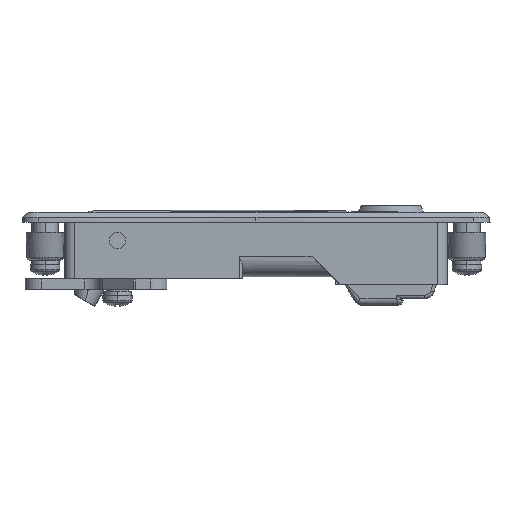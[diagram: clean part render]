
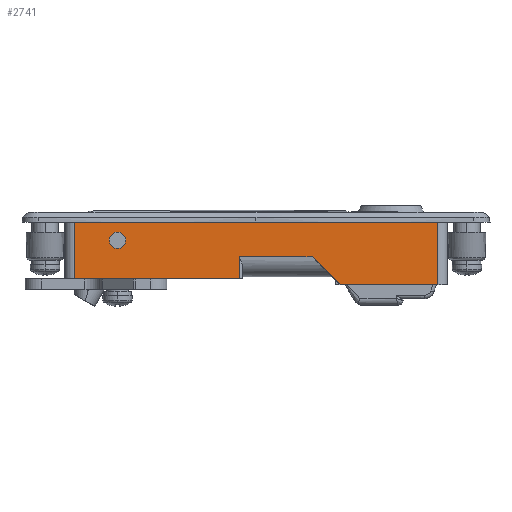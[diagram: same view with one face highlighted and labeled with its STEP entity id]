
A CAD part, left-side view. The second image highlights one B-rep face of the part: STEP entity #2741.
In plain terms, the highlighted planar face has unit normal (-1, 0, 0).
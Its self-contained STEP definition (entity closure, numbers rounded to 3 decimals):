
#164 = LINE ( 'NONE', #22033, #1525 ) ;
#287 = CARTESIAN_POINT ( 'NONE',  ( -13., -59., -5. ) ) ;
#333 = CARTESIAN_POINT ( 'NONE',  ( -13., -65., -5. ) ) ;
#574 = DIRECTION ( 'NONE',  ( 0., -1., 0. ) ) ;
#1238 = VERTEX_POINT ( 'NONE', #10107 ) ;
#1384 = DIRECTION ( 'NONE',  ( -1., 0., 0. ) ) ;
#1402 = VECTOR ( 'NONE', #574, 1000. ) ;
#1525 = VECTOR ( 'NONE', #11599, 1000. ) ;
#1558 = ORIENTED_EDGE ( 'NONE', *, *, #15032, .T. ) ;
#1771 = EDGE_CURVE ( 'NONE', #12479, #11694, #3930, .T. ) ;
#2042 = DIRECTION ( 'NONE',  ( -1., 0., 0. ) ) ;
#2115 = ORIENTED_EDGE ( 'NONE', *, *, #3840, .F. ) ;
#2436 = VERTEX_POINT ( 'NONE', #15787 ) ;
#2437 = CARTESIAN_POINT ( 'NONE',  ( -13., -37., -5. ) ) ;
#2508 = EDGE_LOOP ( 'NONE', ( #20482, #19654 ) ) ;
#2741 = ADVANCED_FACE ( 'NONE', ( #13310, #17643 ), #18529, .T. ) ;
#3011 = DIRECTION ( 'NONE',  ( 0., 0., 1. ) ) ;
#3113 = EDGE_CURVE ( 'NONE', #13532, #11913, #4957, .T. ) ;
#3164 = DIRECTION ( 'NONE',  ( 0., 1., 0. ) ) ;
#3298 = CIRCLE ( 'NONE', #21915, 2.5 ) ;
#3458 = VERTEX_POINT ( 'NONE', #287 ) ;
#3840 = EDGE_CURVE ( 'NONE', #1238, #11913, #5747, .T. ) ;
#3930 = CIRCLE ( 'NONE', #13441, 2.5 ) ;
#4335 = CARTESIAN_POINT ( 'NONE',  ( -13., -97., 5.5 ) ) ;
#4680 = DIRECTION ( 'NONE',  ( 0., -1., 0. ) ) ;
#4812 = AXIS2_PLACEMENT_3D ( 'NONE', #8200, #20265, #9963 ) ;
#4957 = LINE ( 'NONE', #9409, #7635 ) ;
#5519 = DIRECTION ( 'NONE',  ( 0., 1., 0. ) ) ;
#5747 = LINE ( 'NONE', #16717, #10859 ) ;
#6495 = ORIENTED_EDGE ( 'NONE', *, *, #12464, .F. ) ;
#6784 = CARTESIAN_POINT ( 'NONE',  ( -13., -97., -13.5 ) ) ;
#7273 = ORIENTED_EDGE ( 'NONE', *, *, #3113, .T. ) ;
#7635 = VECTOR ( 'NONE', #19561, 1000. ) ;
#8200 = CARTESIAN_POINT ( 'NONE',  ( -13., 0., 0. ) ) ;
#9010 = ORIENTED_EDGE ( 'NONE', *, *, #14937, .T. ) ;
#9044 = CARTESIAN_POINT ( 'NONE',  ( -13., 0., 2.5 ) ) ;
#9073 = EDGE_CURVE ( 'NONE', #13532, #11783, #15097, .T. ) ;
#9409 = CARTESIAN_POINT ( 'NONE',  ( -13., 13., -11.7 ) ) ;
#9475 = LINE ( 'NONE', #333, #1402 ) ;
#9496 = LINE ( 'NONE', #17247, #13015 ) ;
#9937 = EDGE_LOOP ( 'NONE', ( #2115, #20754, #9010, #21801, #6495, #1558, #21778, #7273 ) ) ;
#9963 = DIRECTION ( 'NONE',  ( 0., 0., 1. ) ) ;
#10107 = CARTESIAN_POINT ( 'NONE',  ( -13., -37., -11.7 ) ) ;
#10642 = CARTESIAN_POINT ( 'NONE',  ( -13., -67.5, -13.5 ) ) ;
#10645 = DIRECTION ( 'NONE',  ( 0., 0., 1. ) ) ;
#10859 = VECTOR ( 'NONE', #3164, 1000. ) ;
#11438 = EDGE_CURVE ( 'NONE', #1238, #20408, #164, .T. ) ;
#11599 = DIRECTION ( 'NONE',  ( 0., 0., 1. ) ) ;
#11690 = CARTESIAN_POINT ( 'NONE',  ( -13., 0., 0. ) ) ;
#11694 = VERTEX_POINT ( 'NONE', #20858 ) ;
#11783 = VERTEX_POINT ( 'NONE', #4335 ) ;
#11913 = VERTEX_POINT ( 'NONE', #21032 ) ;
#12264 = DIRECTION ( 'NONE',  ( 0., 0., 1. ) ) ;
#12464 = EDGE_CURVE ( 'NONE', #13868, #2436, #19238, .T. ) ;
#12479 = VERTEX_POINT ( 'NONE', #9044 ) ;
#13015 = VECTOR ( 'NONE', #17027, 1000. ) ;
#13310 = FACE_BOUND ( 'NONE', #2508, .T. ) ;
#13441 = AXIS2_PLACEMENT_3D ( 'NONE', #15655, #2042, #12264 ) ;
#13532 = VERTEX_POINT ( 'NONE', #17212 ) ;
#13868 = VERTEX_POINT ( 'NONE', #6784 ) ;
#14385 = EDGE_CURVE ( 'NONE', #2436, #3458, #9496, .T. ) ;
#14937 = EDGE_CURVE ( 'NONE', #20408, #3458, #9475, .T. ) ;
#15032 = EDGE_CURVE ( 'NONE', #13868, #11783, #21309, .T. ) ;
#15097 = LINE ( 'NONE', #16923, #15359 ) ;
#15359 = VECTOR ( 'NONE', #4680, 1000. ) ;
#15655 = CARTESIAN_POINT ( 'NONE',  ( -13., 0., 0. ) ) ;
#15787 = CARTESIAN_POINT ( 'NONE',  ( -13., -67.5, -13.5 ) ) ;
#16717 = CARTESIAN_POINT ( 'NONE',  ( -13., 16., -11.7 ) ) ;
#16812 = EDGE_CURVE ( 'NONE', #11694, #12479, #3298, .T. ) ;
#16923 = CARTESIAN_POINT ( 'NONE',  ( -13., -100., 5.5 ) ) ;
#17027 = DIRECTION ( 'NONE',  ( 0., 0.707, 0.707 ) ) ;
#17212 = CARTESIAN_POINT ( 'NONE',  ( -13., 13., 5.5 ) ) ;
#17247 = CARTESIAN_POINT ( 'NONE',  ( -13., -65., -11. ) ) ;
#17502 = CARTESIAN_POINT ( 'NONE',  ( -13., -97., 5.5 ) ) ;
#17643 = FACE_OUTER_BOUND ( 'NONE', #9937, .T. ) ;
#17649 = VECTOR ( 'NONE', #5519, 1000. ) ;
#18529 = PLANE ( 'NONE',  #4812 ) ;
#19238 = LINE ( 'NONE', #10642, #17649 ) ;
#19561 = DIRECTION ( 'NONE',  ( 0., 0., -1. ) ) ;
#19654 = ORIENTED_EDGE ( 'NONE', *, *, #1771, .F. ) ;
#19983 = VECTOR ( 'NONE', #10645, 1000. ) ;
#20265 = DIRECTION ( 'NONE',  ( -1., 0., 0. ) ) ;
#20408 = VERTEX_POINT ( 'NONE', #2437 ) ;
#20482 = ORIENTED_EDGE ( 'NONE', *, *, #16812, .F. ) ;
#20754 = ORIENTED_EDGE ( 'NONE', *, *, #11438, .T. ) ;
#20858 = CARTESIAN_POINT ( 'NONE',  ( -13., 0., -2.5 ) ) ;
#21032 = CARTESIAN_POINT ( 'NONE',  ( -13., 13., -11.7 ) ) ;
#21309 = LINE ( 'NONE', #17502, #19983 ) ;
#21778 = ORIENTED_EDGE ( 'NONE', *, *, #9073, .F. ) ;
#21801 = ORIENTED_EDGE ( 'NONE', *, *, #14385, .F. ) ;
#21915 = AXIS2_PLACEMENT_3D ( 'NONE', #11690, #1384, #3011 ) ;
#22033 = CARTESIAN_POINT ( 'NONE',  ( -13., -37., -11.7 ) ) ;
